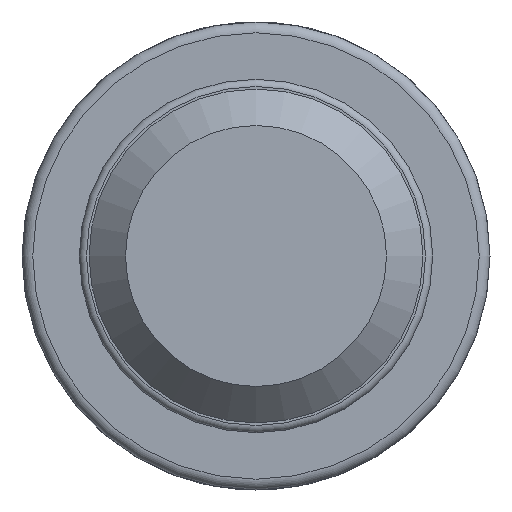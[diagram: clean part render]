
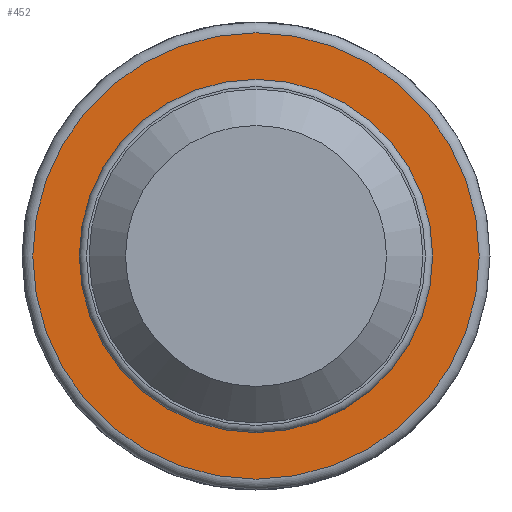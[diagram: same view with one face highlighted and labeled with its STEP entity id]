
A CAD part, left-side view. The second image highlights one B-rep face of the part: STEP entity #452.
In plain terms, the highlighted planar face has unit normal (-1, 0, 0).
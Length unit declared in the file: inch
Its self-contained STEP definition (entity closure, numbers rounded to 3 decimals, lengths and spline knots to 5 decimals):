
#48=FACE_BOUND('',#95,.T.);
#64=FACE_OUTER_BOUND('',#94,.T.);
#94=EDGE_LOOP('',(#352));
#95=EDGE_LOOP('',(#353));
#167=CIRCLE('',#510,0.3095);
#168=CIRCLE('',#512,0.245);
#213=VERTEX_POINT('',#795);
#214=VERTEX_POINT('',#799);
#263=EDGE_CURVE('',#213,#213,#167,.T.);
#264=EDGE_CURVE('',#214,#214,#168,.T.);
#352=ORIENTED_EDGE('',*,*,#263,.F.);
#353=ORIENTED_EDGE('',*,*,#264,.T.);
#436=PLANE('',#511);
#452=ADVANCED_FACE('',(#64,#48),#436,.T.);
#510=AXIS2_PLACEMENT_3D('',#797,#621,#622);
#511=AXIS2_PLACEMENT_3D('',#798,#623,#624);
#512=AXIS2_PLACEMENT_3D('',#800,#625,#626);
#621=DIRECTION('center_axis',(1.,0.,0.));
#622=DIRECTION('ref_axis',(0.,-1.,0.));
#623=DIRECTION('center_axis',(-1.,0.,0.));
#624=DIRECTION('ref_axis',(0.,0.,1.));
#625=DIRECTION('center_axis',(1.,0.,0.));
#626=DIRECTION('ref_axis',(0.,0.,-1.));
#795=CARTESIAN_POINT('',(0.789,0.,0.3095));
#797=CARTESIAN_POINT('Origin',(0.789,0.,0.));
#798=CARTESIAN_POINT('Origin',(0.789,0.3095,0.));
#799=CARTESIAN_POINT('',(0.789,-0.245,0.));
#800=CARTESIAN_POINT('Origin',(0.789,0.,0.));
